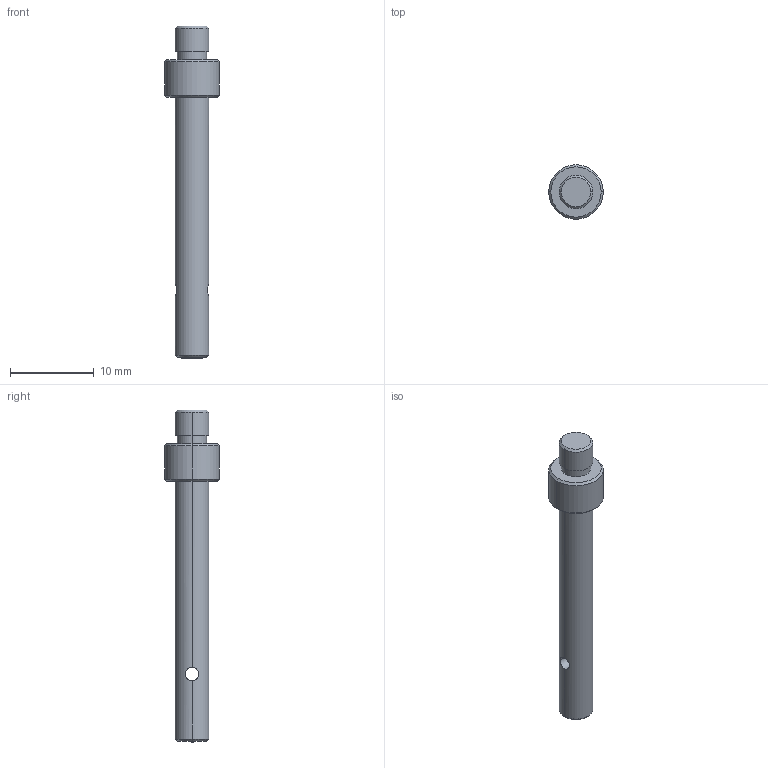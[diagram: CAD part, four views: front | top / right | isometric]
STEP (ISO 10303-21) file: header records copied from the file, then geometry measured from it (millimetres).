
FILE_DESCRIPTION(('CATIA V5 STEP Exchange'),'2;1');
FILE_NAME('arbore.stp','2010-10-22T13:10:52+00:00',('none'),('none'),'CATIA Version 5 Release 19 SP 2 (IN-10)','CATIA V5 STEP AP203','none');
FILE_SCHEMA(('CONFIG_CONTROL_DESIGN'));
Length unit declared in the file: millimetre
Products named in the file (1): arbore
Bounding box: 6.5 x 6.5 x 39.6 mm (x, y, z)
Volume: 576.3 mm3; surface area: 608.8 mm2
Topology: 1 solids, 1 shells, 320 faces, 895 edges, 594 vertices
Faces by surface type: plane 302, cylinder 10, cone 8
Entity records: 9880 total; most frequent: CARTESIAN_POINT 1801, ORIENTED_EDGE 1790, DIRECTION 1429, EDGE_CURVE 895, VECTOR 863, LINE 863, VERTEX_POINT 594, EDGE_LOOP 339
